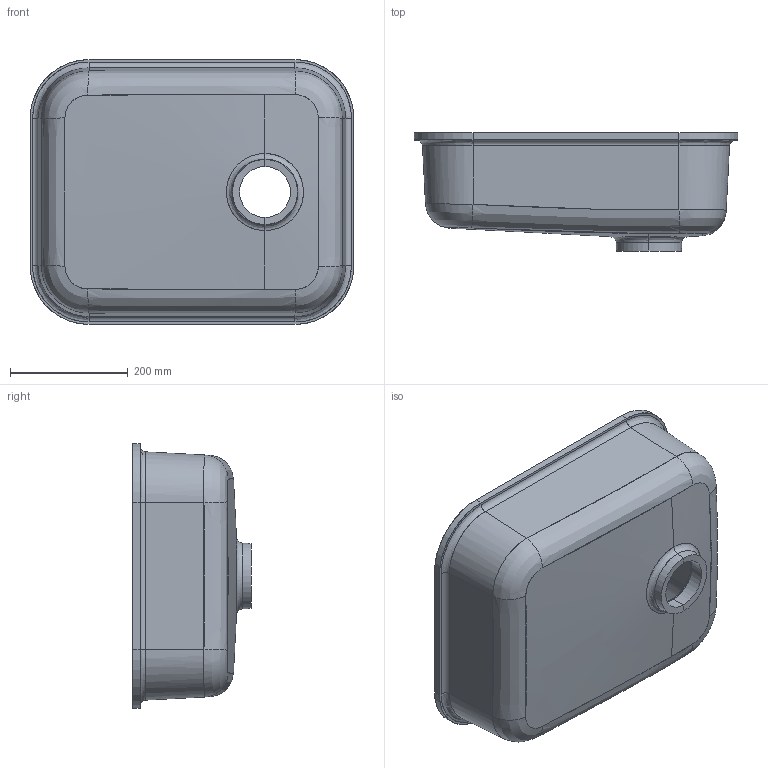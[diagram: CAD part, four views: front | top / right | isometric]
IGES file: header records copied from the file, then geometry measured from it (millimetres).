
Start section: SolidWorks IGES file using analytic representation for surfaces
Global section: file name: UBK30.IGS; native system: SolidWorks 2018; preprocessor: SolidWorks 2018; author: cedric.miclo; date: 200507.164647; units: millimetre
Bounding box: 550 x 200.63 x 450 mm (x, y, z)
Surface area: 944844.9 mm2 (no closed solid volume)
Topology: 0 solids, 0 shells, 68 faces, 884 edges, 884 vertices
Faces by surface type: bspline 40, revolution 28
